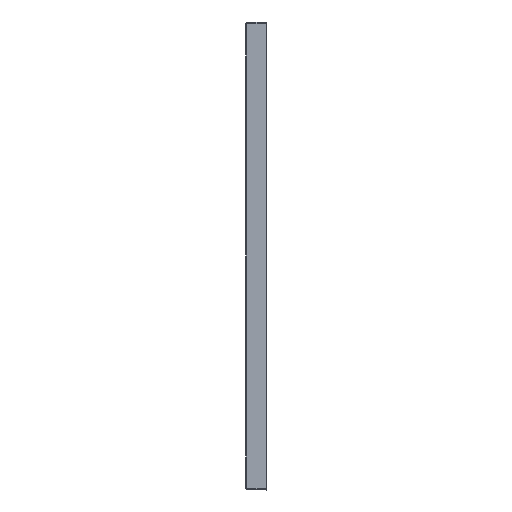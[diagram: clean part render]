
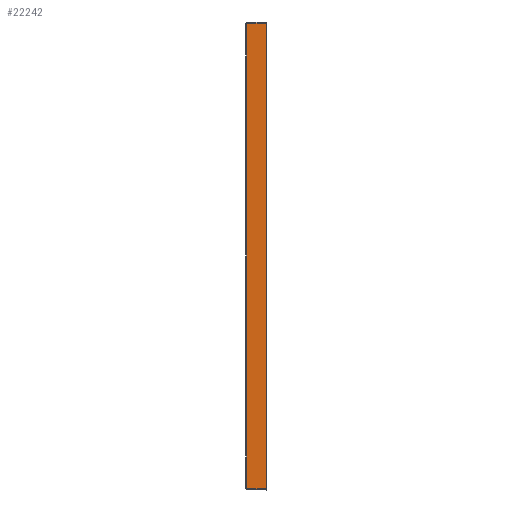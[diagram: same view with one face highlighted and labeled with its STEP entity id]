
A CAD part, left-side view. The second image highlights one B-rep face of the part: STEP entity #22242.
In plain terms, the highlighted planar face has unit normal (-0.999, 0.035, 0).
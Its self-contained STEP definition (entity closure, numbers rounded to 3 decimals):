
#614=DIRECTION('',(0.,0.,-1.));
#615=VECTOR('',#614,896.002);
#616=CARTESIAN_POINT('',(-700.,-40.,535.501));
#617=LINE('',#616,#615);
#618=DIRECTION('',(0.035,0.999,0.035));
#619=VECTOR('',#618,38.115);
#620=CARTESIAN_POINT('',(-700.,-40.,
-360.501));
#621=LINE('',#620,#619);
#622=CARTESIAN_POINT('',(-698.671,-1.932,
-359.172));
#623=CARTESIAN_POINT('',(-698.671,-1.939,
-350.077));
#624=CARTESIAN_POINT('',(-698.671,-1.955,
-328.383));
#625=CARTESIAN_POINT('',(-698.672,-1.978,
-292.826));
#626=CARTESIAN_POINT('',(-698.673,-1.986,
-266.363));
#627=CARTESIAN_POINT('',(-698.673,-1.986,
-252.5));
#629=CARTESIAN_POINT('',(-698.673,-1.986,
-252.5));
#630=CARTESIAN_POINT('',(-698.673,-1.986,
-215.577));
#631=CARTESIAN_POINT('',(-698.672,-1.97,
-141.853));
#632=CARTESIAN_POINT('',(-698.671,-1.933,
-28.52));
#633=CARTESIAN_POINT('',(-698.67,-1.924,47.89));
#634=CARTESIAN_POINT('',(-698.671,-1.93,87.5));
#636=DIRECTION('',(0.,0.,1.));
#637=VECTOR('',#636,340.);
#638=CARTESIAN_POINT('',(-698.671,-1.93,87.5));
#639=LINE('',#638,#637);
#640=CARTESIAN_POINT('',(-698.673,-1.986,427.5));
#641=CARTESIAN_POINT('',(-698.673,-1.986,439.375));
#642=CARTESIAN_POINT('',(-698.672,-1.98,462.947));
#643=CARTESIAN_POINT('',(-698.672,-1.959,498.504));
#644=CARTESIAN_POINT('',(-698.671,-1.941,522.186));
#645=CARTESIAN_POINT('',(-698.671,-1.932,534.172));
#647=DIRECTION('',(-0.035,-0.999,0.035));
#648=VECTOR('',#647,38.115);
#649=CARTESIAN_POINT('',(-698.671,-1.932,534.172));
#650=LINE('',#649,#648);
#1050=CARTESIAN_POINT('',(-698.673,-1.986,
-252.5));
#20940=VERTEX_POINT('',#1050);
#20941=CARTESIAN_POINT('',(-698.671,-1.93,
87.5));
#20942=VERTEX_POINT('',#20941);
#20987=CARTESIAN_POINT('',(-700.,-40.,
535.501));
#20988=CARTESIAN_POINT('',(-700.,-40.,
-360.501));
#20989=VERTEX_POINT('',#20987);
#20990=VERTEX_POINT('',#20988);
#20991=CARTESIAN_POINT('',(-698.671,-1.932,
-359.172));
#20992=VERTEX_POINT('',#20991);
#20993=CARTESIAN_POINT('',(-698.673,-1.986,
427.5));
#20994=VERTEX_POINT('',#20993);
#20995=VERTEX_POINT('',#645);
#22223=CARTESIAN_POINT('',(-699.335,-20.964,87.5));
#22224=DIRECTION('',(0.999,-0.035,0.));
#22225=DIRECTION('',(0.035,0.999,0.));
#22226=AXIS2_PLACEMENT_3D('',#22223,#22224,#22225);
#22227=PLANE('',#22226);
#22228=ORIENTED_EDGE('',*,*,#21411,.T.);
#22230=ORIENTED_EDGE('',*,*,#22229,.T.);
#22232=ORIENTED_EDGE('',*,*,#22231,.T.);
#22234=ORIENTED_EDGE('',*,*,#22233,.T.);
#22236=ORIENTED_EDGE('',*,*,#22235,.T.);
#22238=ORIENTED_EDGE('',*,*,#22237,.T.);
#22239=ORIENTED_EDGE('',*,*,#22216,.T.);
#22240=EDGE_LOOP('',(#22228,#22230,#22232,#22234,#22236,#22238,#22239));
#22241=FACE_OUTER_BOUND('',#22240,.F.);
#22242=ADVANCED_FACE('',(#22241),#22227,.F.);
#628=B_SPLINE_CURVE_WITH_KNOTS('',3,(#622,#623,#624,#625,#626,#627),
.UNSPECIFIED.,.F.,.F.,(4,1,1,4),(0.,0.256,0.61,1.),
.UNSPECIFIED.);
#635=B_SPLINE_CURVE_WITH_KNOTS('',3,(#629,#630,#631,#632,#633,#634),
.UNSPECIFIED.,.F.,.F.,(4,1,1,4),(0.,0.326,0.65,1.),
.UNSPECIFIED.);
#646=B_SPLINE_CURVE_WITH_KNOTS('',3,(#640,#641,#642,#643,#644,#645),
.UNSPECIFIED.,.F.,.F.,(4,1,1,4),(0.,0.334,0.663,1.),
.UNSPECIFIED.);
#21411=EDGE_CURVE('',#20989,#20990,#617,.T.);
#22216=EDGE_CURVE('',#20995,#20989,#650,.T.);
#22229=EDGE_CURVE('',#20990,#20992,#621,.T.);
#22231=EDGE_CURVE('',#20992,#20940,#628,.T.);
#22233=EDGE_CURVE('',#20940,#20942,#635,.T.);
#22235=EDGE_CURVE('',#20942,#20994,#639,.T.);
#22237=EDGE_CURVE('',#20994,#20995,#646,.T.);
